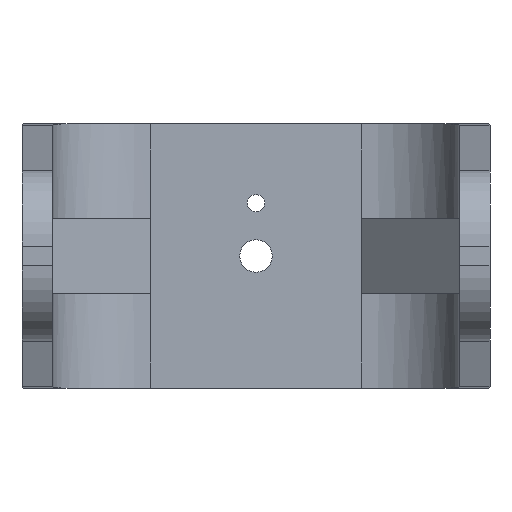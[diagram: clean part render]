
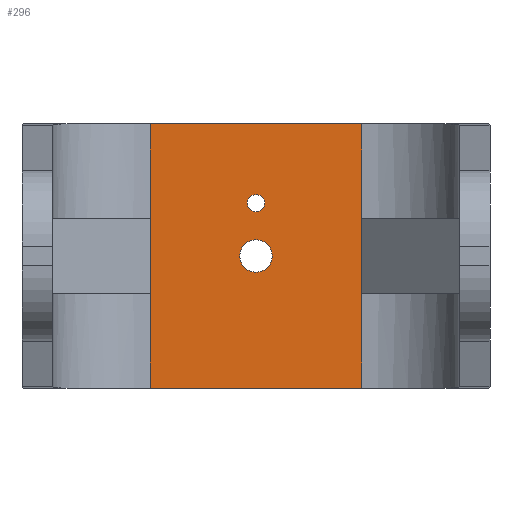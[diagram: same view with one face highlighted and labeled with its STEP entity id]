
A CAD part, front view. The second image highlights one B-rep face of the part: STEP entity #296.
In plain terms, the highlighted planar face has unit normal (0, -1, 0).
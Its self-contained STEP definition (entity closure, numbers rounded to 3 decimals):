
#1 = EDGE_CURVE ( 'NONE', #463, #1146, #1117, .T. ) ;
#5 = EDGE_CURVE ( 'NONE', #582, #1182, #1042, .T. ) ;
#8 = CIRCLE ( 'NONE', #683, 1.15 ) ;
#12 = DIRECTION ( 'NONE',  ( 0., 0., 1. ) ) ;
#62 = CARTESIAN_POINT ( 'NONE',  ( 45., 93.5, 12.5 ) ) ;
#66 = EDGE_LOOP ( 'NONE', ( #1323, #680 ) ) ;
#78 = VERTEX_POINT ( 'NONE', #1050 ) ;
#87 = ORIENTED_EDGE ( 'NONE', *, *, #457, .T. ) ;
#96 = CARTESIAN_POINT ( 'NONE',  ( 17., 93.5, 0. ) ) ;
#97 = CARTESIAN_POINT ( 'NONE',  ( 31., 93.5, 15.35 ) ) ;
#100 = VECTOR ( 'NONE', #727, 1000. ) ;
#136 = VERTEX_POINT ( 'NONE', #949 ) ;
#137 = CARTESIAN_POINT ( 'NONE',  ( 17., 93.5, 0. ) ) ;
#161 = LINE ( 'NONE', #292, #589 ) ;
#187 = CIRCLE ( 'NONE', #1331, 2.15 ) ;
#197 = DIRECTION ( 'NONE',  ( 0., 0., -1. ) ) ;
#199 = CARTESIAN_POINT ( 'NONE',  ( 17., 93.5, 35. ) ) ;
#208 = CARTESIAN_POINT ( 'NONE',  ( 17., 93.5, 35. ) ) ;
#235 = DIRECTION ( 'NONE',  ( 0., 0., 1. ) ) ;
#255 = EDGE_CURVE ( 'NONE', #1016, #656, #939, .T. ) ;
#264 = CARTESIAN_POINT ( 'NONE',  ( 17., 93.5, 35. ) ) ;
#279 = DIRECTION ( 'NONE',  ( 1., 0., 0. ) ) ;
#283 = VERTEX_POINT ( 'NONE', #1114 ) ;
#292 = CARTESIAN_POINT ( 'NONE',  ( 45., 93.5, 35. ) ) ;
#296 = ADVANCED_FACE ( 'NONE', ( #623, #962, #674 ), #789, .F. ) ;
#310 = VECTOR ( 'NONE', #197, 1000. ) ;
#333 = EDGE_LOOP ( 'NONE', ( #880, #1238, #621, #480, #842, #1056, #519, #87 ) ) ;
#351 = DIRECTION ( 'NONE',  ( 1., 0., 0. ) ) ;
#358 = DIRECTION ( 'NONE',  ( 0., -1., 0. ) ) ;
#377 = VECTOR ( 'NONE', #279, 1000. ) ;
#384 = LINE ( 'NONE', #264, #601 ) ;
#415 = CARTESIAN_POINT ( 'NONE',  ( 31., 93.5, 17.5 ) ) ;
#438 = CARTESIAN_POINT ( 'NONE',  ( 17., 93.5, 22.5 ) ) ;
#447 = LINE ( 'NONE', #199, #100 ) ;
#457 = EDGE_CURVE ( 'NONE', #1096, #1352, #384, .T. ) ;
#463 = VERTEX_POINT ( 'NONE', #1236 ) ;
#480 = ORIENTED_EDGE ( 'NONE', *, *, #491, .F. ) ;
#491 = EDGE_CURVE ( 'NONE', #136, #554, #1326, .T. ) ;
#519 = ORIENTED_EDGE ( 'NONE', *, *, #1250, .T. ) ;
#524 = VECTOR ( 'NONE', #1035, 1000. ) ;
#554 = VERTEX_POINT ( 'NONE', #821 ) ;
#563 = ORIENTED_EDGE ( 'NONE', *, *, #883, .F. ) ;
#566 = VECTOR ( 'NONE', #351, 1000. ) ;
#582 = VERTEX_POINT ( 'NONE', #97 ) ;
#589 = VECTOR ( 'NONE', #837, 1000. ) ;
#601 = VECTOR ( 'NONE', #698, 1000. ) ;
#621 = ORIENTED_EDGE ( 'NONE', *, *, #1320, .T. ) ;
#623 = FACE_BOUND ( 'NONE', #66, .T. ) ;
#653 = VECTOR ( 'NONE', #675, 1000. ) ;
#656 = VERTEX_POINT ( 'NONE', #738 ) ;
#665 = DIRECTION ( 'NONE',  ( 0., 1., 0. ) ) ;
#674 = FACE_OUTER_BOUND ( 'NONE', #333, .T. ) ;
#675 = DIRECTION ( 'NONE',  ( 0., 0., -1. ) ) ;
#677 = CARTESIAN_POINT ( 'NONE',  ( 17., 93.5, 35. ) ) ;
#680 = ORIENTED_EDGE ( 'NONE', *, *, #1085, .F. ) ;
#683 = AXIS2_PLACEMENT_3D ( 'NONE', #1120, #358, #1104 ) ;
#698 = DIRECTION ( 'NONE',  ( 0., 0., -1. ) ) ;
#710 = EDGE_CURVE ( 'NONE', #283, #78, #1164, .T. ) ;
#724 = DIRECTION ( 'NONE',  ( 0., 0., 1. ) ) ;
#725 = EDGE_LOOP ( 'NONE', ( #801, #563 ) ) ;
#727 = DIRECTION ( 'NONE',  ( 0., 0., -1. ) ) ;
#738 = CARTESIAN_POINT ( 'NONE',  ( 45., 93.5, 0. ) ) ;
#767 = AXIS2_PLACEMENT_3D ( 'NONE', #870, #1078, #12 ) ;
#769 = CARTESIAN_POINT ( 'NONE',  ( 17., 93.5, 12.5 ) ) ;
#777 = AXIS2_PLACEMENT_3D ( 'NONE', #677, #665, #235 ) ;
#789 = PLANE ( 'NONE',  #777 ) ;
#801 = ORIENTED_EDGE ( 'NONE', *, *, #710, .F. ) ;
#821 = CARTESIAN_POINT ( 'NONE',  ( 45., 93.5, 22.5 ) ) ;
#831 = EDGE_CURVE ( 'NONE', #1352, #656, #1013, .T. ) ;
#834 = DIRECTION ( 'NONE',  ( 0., -1., 0. ) ) ;
#837 = DIRECTION ( 'NONE',  ( 0., 0., 1. ) ) ;
#842 = ORIENTED_EDGE ( 'NONE', *, *, #1259, .F. ) ;
#870 = CARTESIAN_POINT ( 'NONE',  ( 31., 93.5, 24.5 ) ) ;
#880 = ORIENTED_EDGE ( 'NONE', *, *, #831, .T. ) ;
#883 = EDGE_CURVE ( 'NONE', #78, #283, #8, .T. ) ;
#932 = CARTESIAN_POINT ( 'NONE',  ( 45., 93.5, 35. ) ) ;
#939 = LINE ( 'NONE', #1311, #653 ) ;
#949 = CARTESIAN_POINT ( 'NONE',  ( 45., 93.5, 35. ) ) ;
#962 = FACE_BOUND ( 'NONE', #725, .T. ) ;
#964 = AXIS2_PLACEMENT_3D ( 'NONE', #415, #834, #724 ) ;
#977 = DIRECTION ( 'NONE',  ( 0., -1., 0. ) ) ;
#989 = CARTESIAN_POINT ( 'NONE',  ( 31., 93.5, 17.5 ) ) ;
#1013 = LINE ( 'NONE', #137, #566 ) ;
#1016 = VERTEX_POINT ( 'NONE', #62 ) ;
#1035 = DIRECTION ( 'NONE',  ( 0., 0., -1. ) ) ;
#1042 = CIRCLE ( 'NONE', #964, 2.15 ) ;
#1050 = CARTESIAN_POINT ( 'NONE',  ( 31., 93.5, 25.65 ) ) ;
#1056 = ORIENTED_EDGE ( 'NONE', *, *, #1, .T. ) ;
#1078 = DIRECTION ( 'NONE',  ( 0., -1., 0. ) ) ;
#1085 = EDGE_CURVE ( 'NONE', #1182, #582, #187, .T. ) ;
#1096 = VERTEX_POINT ( 'NONE', #769 ) ;
#1104 = DIRECTION ( 'NONE',  ( 0., 0., 1. ) ) ;
#1114 = CARTESIAN_POINT ( 'NONE',  ( 31., 93.5, 23.35 ) ) ;
#1117 = LINE ( 'NONE', #208, #310 ) ;
#1120 = CARTESIAN_POINT ( 'NONE',  ( 31., 93.5, 24.5 ) ) ;
#1146 = VERTEX_POINT ( 'NONE', #438 ) ;
#1164 = CIRCLE ( 'NONE', #767, 1.15 ) ;
#1182 = VERTEX_POINT ( 'NONE', #1235 ) ;
#1194 = DIRECTION ( 'NONE',  ( 0., 0., 1. ) ) ;
#1235 = CARTESIAN_POINT ( 'NONE',  ( 31., 93.5, 19.65 ) ) ;
#1236 = CARTESIAN_POINT ( 'NONE',  ( 17., 93.5, 35. ) ) ;
#1238 = ORIENTED_EDGE ( 'NONE', *, *, #255, .F. ) ;
#1250 = EDGE_CURVE ( 'NONE', #1146, #1096, #447, .T. ) ;
#1254 = LINE ( 'NONE', #1349, #377 ) ;
#1259 = EDGE_CURVE ( 'NONE', #463, #136, #1254, .T. ) ;
#1311 = CARTESIAN_POINT ( 'NONE',  ( 45., 93.5, 35. ) ) ;
#1320 = EDGE_CURVE ( 'NONE', #1016, #554, #161, .T. ) ;
#1323 = ORIENTED_EDGE ( 'NONE', *, *, #5, .F. ) ;
#1326 = LINE ( 'NONE', #932, #524 ) ;
#1331 = AXIS2_PLACEMENT_3D ( 'NONE', #989, #977, #1194 ) ;
#1349 = CARTESIAN_POINT ( 'NONE',  ( 17., 93.5, 35. ) ) ;
#1352 = VERTEX_POINT ( 'NONE', #96 ) ;
